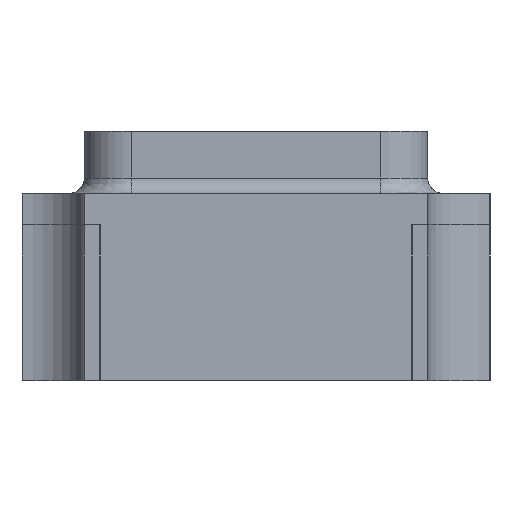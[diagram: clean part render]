
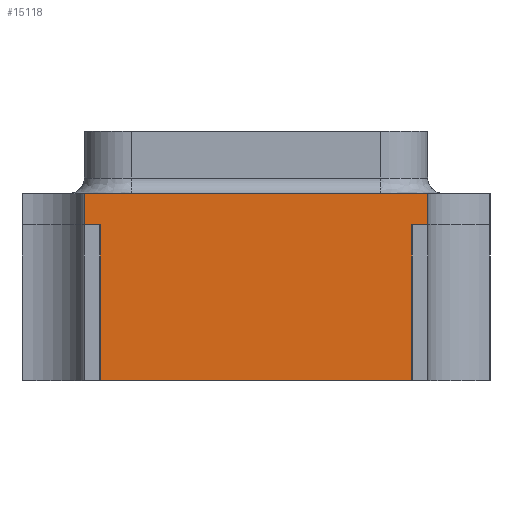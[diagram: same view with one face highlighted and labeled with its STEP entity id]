
A CAD part, left-side view. The second image highlights one B-rep face of the part: STEP entity #15118.
In plain terms, the highlighted face is planar.
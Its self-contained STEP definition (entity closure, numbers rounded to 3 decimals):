
#21 = VECTOR ( 'NONE', #12665, 1000. ) ;
#70 = VERTEX_POINT ( 'NONE', #15918 ) ;
#165 = CARTESIAN_POINT ( 'NONE',  ( 1.6, 0.55, -0.4 ) ) ;
#497 = CARTESIAN_POINT ( 'NONE',  ( 1.6, -0.5, 0. ) ) ;
#646 = EDGE_LOOP ( 'NONE', ( #5300, #8104, #1159, #9251, #737, #2709, #11161, #9729 ) ) ;
#737 = ORIENTED_EDGE ( 'NONE', *, *, #4176, .F. ) ;
#1159 = ORIENTED_EDGE ( 'NONE', *, *, #3878, .F. ) ;
#1233 = EDGE_CURVE ( 'NONE', #6873, #70, #3304, .T. ) ;
#1283 = LINE ( 'NONE', #3624, #13664 ) ;
#1632 = EDGE_CURVE ( 'NONE', #8168, #9772, #10229, .T. ) ;
#1655 = VECTOR ( 'NONE', #5081, 1000. ) ;
#2426 = DIRECTION ( 'NONE',  ( 0., 0., 1. ) ) ;
#2576 = VERTEX_POINT ( 'NONE', #3052 ) ;
#2709 = ORIENTED_EDGE ( 'NONE', *, *, #9734, .F. ) ;
#3052 = CARTESIAN_POINT ( 'NONE',  ( 1.6, 0.55, 0.6 ) ) ;
#3304 = LINE ( 'NONE', #13801, #21 ) ;
#3624 = CARTESIAN_POINT ( 'NONE',  ( 1.6, -0.5, 0.6 ) ) ;
#3878 = EDGE_CURVE ( 'NONE', #70, #4351, #4771, .T. ) ;
#3910 = CARTESIAN_POINT ( 'NONE',  ( 1.6, -0.75, 0.6 ) ) ;
#4176 = EDGE_CURVE ( 'NONE', #13039, #6873, #1283, .T. ) ;
#4196 = LINE ( 'NONE', #4864, #10540 ) ;
#4248 = VECTOR ( 'NONE', #9735, 1000. ) ;
#4351 = VERTEX_POINT ( 'NONE', #5214 ) ;
#4713 = DIRECTION ( 'NONE',  ( 0., 0., 1. ) ) ;
#4771 = LINE ( 'NONE', #14541, #12125 ) ;
#4864 = CARTESIAN_POINT ( 'NONE',  ( 1.6, -0.75, 0.5 ) ) ;
#5031 = CARTESIAN_POINT ( 'NONE',  ( 1.6, 0.5, 0.5 ) ) ;
#5062 = VERTEX_POINT ( 'NONE', #8111 ) ;
#5081 = DIRECTION ( 'NONE',  ( 0., 1., 0. ) ) ;
#5179 = LINE ( 'NONE', #7703, #15228 ) ;
#5214 = CARTESIAN_POINT ( 'NONE',  ( 1.6, -0.55, 0.6 ) ) ;
#5300 = ORIENTED_EDGE ( 'NONE', *, *, #12994, .T. ) ;
#5324 = VECTOR ( 'NONE', #9057, 1000. ) ;
#6873 = VERTEX_POINT ( 'NONE', #8682 ) ;
#7504 = PLANE ( 'NONE',  #15508 ) ;
#7703 = CARTESIAN_POINT ( 'NONE',  ( 1.6, -0.75, 0. ) ) ;
#8104 = ORIENTED_EDGE ( 'NONE', *, *, #13436, .F. ) ;
#8111 = CARTESIAN_POINT ( 'NONE',  ( 1.6, 0.55, 0.5 ) ) ;
#8168 = VERTEX_POINT ( 'NONE', #5031 ) ;
#8379 = CARTESIAN_POINT ( 'NONE',  ( 1.6, 0.5, 0.6 ) ) ;
#8682 = CARTESIAN_POINT ( 'NONE',  ( 1.6, -0.5, 0.5 ) ) ;
#8792 = DIRECTION ( 'NONE',  ( 0., 0., 1. ) ) ;
#8945 = DIRECTION ( 'NONE',  ( 0., -1., 0. ) ) ;
#9057 = DIRECTION ( 'NONE',  ( 0., 0., 1. ) ) ;
#9251 = ORIENTED_EDGE ( 'NONE', *, *, #1233, .F. ) ;
#9729 = ORIENTED_EDGE ( 'NONE', *, *, #12747, .F. ) ;
#9734 = EDGE_CURVE ( 'NONE', #9772, #13039, #5179, .T. ) ;
#9735 = DIRECTION ( 'NONE',  ( 0., 0., -1. ) ) ;
#9772 = VERTEX_POINT ( 'NONE', #15261 ) ;
#10037 = DIRECTION ( 'NONE',  ( -1., 0., 0. ) ) ;
#10229 = LINE ( 'NONE', #8379, #4248 ) ;
#10540 = VECTOR ( 'NONE', #13525, 1000. ) ;
#11161 = ORIENTED_EDGE ( 'NONE', *, *, #1632, .F. ) ;
#11696 = LINE ( 'NONE', #3910, #1655 ) ;
#12125 = VECTOR ( 'NONE', #4713, 1000. ) ;
#12665 = DIRECTION ( 'NONE',  ( 0., -1., 0. ) ) ;
#12747 = EDGE_CURVE ( 'NONE', #5062, #8168, #4196, .T. ) ;
#12994 = EDGE_CURVE ( 'NONE', #5062, #2576, #13851, .T. ) ;
#13039 = VERTEX_POINT ( 'NONE', #497 ) ;
#13436 = EDGE_CURVE ( 'NONE', #4351, #2576, #11696, .T. ) ;
#13525 = DIRECTION ( 'NONE',  ( 0., -1., 0. ) ) ;
#13664 = VECTOR ( 'NONE', #2426, 1000. ) ;
#13755 = FACE_OUTER_BOUND ( 'NONE', #646, .T. ) ;
#13790 = CARTESIAN_POINT ( 'NONE',  ( 1.6, -0.75, 0.6 ) ) ;
#13801 = CARTESIAN_POINT ( 'NONE',  ( 1.6, -0.75, 0.5 ) ) ;
#13851 = LINE ( 'NONE', #165, #5324 ) ;
#14541 = CARTESIAN_POINT ( 'NONE',  ( 1.6, -0.55, 0.6 ) ) ;
#15118 = ADVANCED_FACE ( 'NONE', ( #13755 ), #7504, .F. ) ;
#15228 = VECTOR ( 'NONE', #8945, 1000. ) ;
#15261 = CARTESIAN_POINT ( 'NONE',  ( 1.6, 0.5, 0. ) ) ;
#15508 = AXIS2_PLACEMENT_3D ( 'NONE', #13790, #10037, #8792 ) ;
#15918 = CARTESIAN_POINT ( 'NONE',  ( 1.6, -0.55, 0.5 ) ) ;
